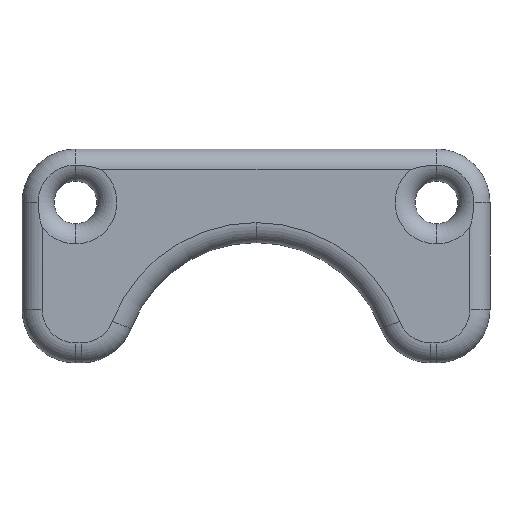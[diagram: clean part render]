
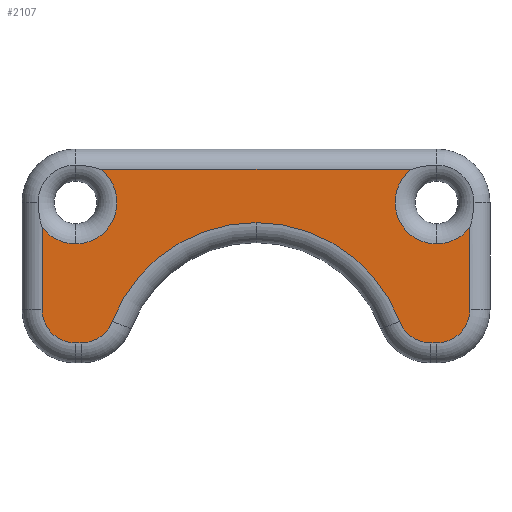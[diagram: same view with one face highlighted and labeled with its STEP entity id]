
A CAD part, front view. The second image highlights one B-rep face of the part: STEP entity #2107.
In plain terms, the highlighted planar face has unit normal (0, -1, 0).
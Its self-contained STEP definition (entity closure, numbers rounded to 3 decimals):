
#10 = LINE ( 'NONE', #3352, #1375 ) ;
#14 = CARTESIAN_POINT ( 'NONE',  ( -4., 0., -4. ) ) ;
#16 = EDGE_CURVE ( 'NONE', #3034, #394, #2682, .T. ) ;
#23 = VECTOR ( 'NONE', #1405, 1000. ) ;
#29 = ORIENTED_EDGE ( 'NONE', *, *, #2522, .T. ) ;
#36 = AXIS2_PLACEMENT_3D ( 'NONE', #531, #3243, #844 ) ;
#63 = DIRECTION ( 'NONE',  ( 0., 0., 1. ) ) ;
#72 = CARTESIAN_POINT ( 'NONE',  ( -1.242, 0., -12.893 ) ) ;
#140 = ORIENTED_EDGE ( 'NONE', *, *, #2344, .T. ) ;
#208 = CARTESIAN_POINT ( 'NONE',  ( 23., 0., -4. ) ) ;
#212 = ORIENTED_EDGE ( 'NONE', *, *, #2564, .T. ) ;
#223 = ORIENTED_EDGE ( 'NONE', *, *, #1692, .T. ) ;
#226 = DIRECTION ( 'NONE',  ( 0., 0., 1. ) ) ;
#239 = VERTEX_POINT ( 'NONE', #3101 ) ;
#290 = LINE ( 'NONE', #1843, #1555 ) ;
#334 = DIRECTION ( 'NONE',  ( 0., 0., 1. ) ) ;
#375 = CIRCLE ( 'NONE', #2633, 11.5 ) ;
#385 = VERTEX_POINT ( 'NONE', #519 ) ;
#394 = VERTEX_POINT ( 'NONE', #647 ) ;
#470 = DIRECTION ( 'NONE',  ( 0., 0., 1. ) ) ;
#498 = CARTESIAN_POINT ( 'NONE',  ( 0., 0., -14.5 ) ) ;
#519 = CARTESIAN_POINT ( 'NONE',  ( -6.5, 0., -12. ) ) ;
#531 = CARTESIAN_POINT ( 'NONE',  ( 23., 0., -12. ) ) ;
#559 = DIRECTION ( 'NONE',  ( 0., 0., -1. ) ) ;
#633 = EDGE_CURVE ( 'NONE', #394, #1355, #375, .T. ) ;
#647 = CARTESIAN_POINT ( 'NONE',  ( 9.5, 0., -5.5 ) ) ;
#680 = EDGE_CURVE ( 'NONE', #819, #1590, #2647, .T. ) ;
#709 = VERTEX_POINT ( 'NONE', #811 ) ;
#726 = CIRCLE ( 'NONE', #1001, 2.5 ) ;
#727 = AXIS2_PLACEMENT_3D ( 'NONE', #14, #2317, #3407 ) ;
#731 = AXIS2_PLACEMENT_3D ( 'NONE', #2641, #1894, #334 ) ;
#755 = DIRECTION ( 'NONE',  ( 0., 1., 0. ) ) ;
#788 = DIRECTION ( 'NONE',  ( 1., 0., 0. ) ) ;
#811 = CARTESIAN_POINT ( 'NONE',  ( 25.5, 0., -12. ) ) ;
#819 = VERTEX_POINT ( 'NONE', #3367 ) ;
#840 = EDGE_CURVE ( 'NONE', #709, #1316, #10, .T. ) ;
#844 = DIRECTION ( 'NONE',  ( 0., 0., 1. ) ) ;
#895 = VERTEX_POINT ( 'NONE', #2917 ) ;
#916 = CARTESIAN_POINT ( 'NONE',  ( 22.577, 0., -14.5 ) ) ;
#1001 = AXIS2_PLACEMENT_3D ( 'NONE', #2639, #1656, #1325 ) ;
#1045 = CARTESIAN_POINT ( 'NONE',  ( -3.577, 0., -14.5 ) ) ;
#1046 = ORIENTED_EDGE ( 'NONE', *, *, #1082, .T. ) ;
#1059 = CARTESIAN_POINT ( 'NONE',  ( 23., 0., -14.5 ) ) ;
#1082 = EDGE_CURVE ( 'NONE', #1316, #1888, #2023, .T. ) ;
#1090 = VECTOR ( 'NONE', #3115, 1000. ) ;
#1125 = ORIENTED_EDGE ( 'NONE', *, *, #633, .T. ) ;
#1143 = DIRECTION ( 'NONE',  ( 0., 1., 0. ) ) ;
#1176 = CARTESIAN_POINT ( 'NONE',  ( -6.5, 0., -5.833 ) ) ;
#1203 = ORIENTED_EDGE ( 'NONE', *, *, #2088, .T. ) ;
#1254 = FACE_OUTER_BOUND ( 'NONE', #2378, .T. ) ;
#1298 = CARTESIAN_POINT ( 'NONE',  ( 20.242, 0., -12.893 ) ) ;
#1301 = DIRECTION ( 'NONE',  ( 0., 1., 0. ) ) ;
#1304 = DIRECTION ( 'NONE',  ( 0., 0., 1. ) ) ;
#1309 = ORIENTED_EDGE ( 'NONE', *, *, #3264, .T. ) ;
#1316 = VERTEX_POINT ( 'NONE', #2130 ) ;
#1321 = DIRECTION ( 'NONE',  ( 0., 1., 0. ) ) ;
#1325 = DIRECTION ( 'NONE',  ( 0., 0., 1. ) ) ;
#1355 = VERTEX_POINT ( 'NONE', #1298 ) ;
#1368 = VERTEX_POINT ( 'NONE', #3409 ) ;
#1375 = VECTOR ( 'NONE', #226, 1000. ) ;
#1383 = CARTESIAN_POINT ( 'NONE',  ( 23., 0., -4. ) ) ;
#1405 = DIRECTION ( 'NONE',  ( -1., 0., 0. ) ) ;
#1423 = CARTESIAN_POINT ( 'NONE',  ( -3.577, 0., -12. ) ) ;
#1434 = VERTEX_POINT ( 'NONE', #916 ) ;
#1435 = AXIS2_PLACEMENT_3D ( 'NONE', #1383, #1143, #63 ) ;
#1494 = DIRECTION ( 'NONE',  ( 0., 0., 1. ) ) ;
#1555 = VECTOR ( 'NONE', #559, 1000. ) ;
#1590 = VERTEX_POINT ( 'NONE', #1045 ) ;
#1616 = LINE ( 'NONE', #2142, #23 ) ;
#1634 = CARTESIAN_POINT ( 'NONE',  ( 23., 0., -7.1 ) ) ;
#1656 = DIRECTION ( 'NONE',  ( 0., -1., 0. ) ) ;
#1692 = EDGE_CURVE ( 'NONE', #1368, #895, #1616, .T. ) ;
#1716 = VERTEX_POINT ( 'NONE', #2260 ) ;
#1780 = PLANE ( 'NONE',  #3369 ) ;
#1794 = AXIS2_PLACEMENT_3D ( 'NONE', #1423, #3065, #3304 ) ;
#1798 = CIRCLE ( 'NONE', #36, 2.5 ) ;
#1843 = CARTESIAN_POINT ( 'NONE',  ( -6.5, 0., -12. ) ) ;
#1888 = VERTEX_POINT ( 'NONE', #1634 ) ;
#1894 = DIRECTION ( 'NONE',  ( 0., -1., 0. ) ) ;
#1937 = EDGE_CURVE ( 'NONE', #1355, #1434, #726, .T. ) ;
#1958 = EDGE_CURVE ( 'NONE', #1888, #1368, #2229, .T. ) ;
#2023 = CIRCLE ( 'NONE', #3391, 3.1 ) ;
#2061 = DIRECTION ( 'NONE',  ( 0., 1., 0. ) ) ;
#2088 = EDGE_CURVE ( 'NONE', #1716, #3349, #3156, .T. ) ;
#2090 = LINE ( 'NONE', #1059, #2760 ) ;
#2107 = ADVANCED_FACE ( 'NONE', ( #1254 ), #1780, .F. ) ;
#2129 = DIRECTION ( 'NONE',  ( 0., 0., 1. ) ) ;
#2130 = CARTESIAN_POINT ( 'NONE',  ( 25.5, 0., -5.833 ) ) ;
#2142 = CARTESIAN_POINT ( 'NONE',  ( -4., 0., -1.5 ) ) ;
#2206 = ORIENTED_EDGE ( 'NONE', *, *, #680, .T. ) ;
#2229 = CIRCLE ( 'NONE', #1435, 3.1 ) ;
#2234 = CIRCLE ( 'NONE', #727, 3.1 ) ;
#2260 = CARTESIAN_POINT ( 'NONE',  ( -4., 0., -7.1 ) ) ;
#2286 = CIRCLE ( 'NONE', #731, 2.5 ) ;
#2311 = CARTESIAN_POINT ( 'NONE',  ( 9.5, 0., -17. ) ) ;
#2317 = DIRECTION ( 'NONE',  ( 0., 1., 0. ) ) ;
#2322 = EDGE_CURVE ( 'NONE', #895, #1716, #2234, .T. ) ;
#2344 = EDGE_CURVE ( 'NONE', #1434, #239, #2090, .T. ) ;
#2354 = DIRECTION ( 'NONE',  ( 0., 1., 0. ) ) ;
#2375 = DIRECTION ( 'NONE',  ( 0., 0., 1. ) ) ;
#2378 = EDGE_LOOP ( 'NONE', ( #1309, #2927, #1046, #2404, #223, #3324, #1203, #212, #29, #2206, #3351, #2438, #1125, #3303, #140 ) ) ;
#2404 = ORIENTED_EDGE ( 'NONE', *, *, #1958, .T. ) ;
#2438 = ORIENTED_EDGE ( 'NONE', *, *, #16, .T. ) ;
#2522 = EDGE_CURVE ( 'NONE', #385, #819, #2286, .T. ) ;
#2564 = EDGE_CURVE ( 'NONE', #3349, #385, #290, .T. ) ;
#2633 = AXIS2_PLACEMENT_3D ( 'NONE', #3356, #2354, #2129 ) ;
#2639 = CARTESIAN_POINT ( 'NONE',  ( 22.577, 0., -12. ) ) ;
#2641 = CARTESIAN_POINT ( 'NONE',  ( -4., 0., -12. ) ) ;
#2647 = LINE ( 'NONE', #498, #1090 ) ;
#2682 = CIRCLE ( 'NONE', #3123, 11.5 ) ;
#2760 = VECTOR ( 'NONE', #788, 1000. ) ;
#2835 = CARTESIAN_POINT ( 'NONE',  ( 0., 0., 0. ) ) ;
#2852 = CARTESIAN_POINT ( 'NONE',  ( -4., 0., -4. ) ) ;
#2917 = CARTESIAN_POINT ( 'NONE',  ( -2.167, 0., -1.5 ) ) ;
#2927 = ORIENTED_EDGE ( 'NONE', *, *, #840, .T. ) ;
#2989 = AXIS2_PLACEMENT_3D ( 'NONE', #2852, #1301, #1494 ) ;
#3034 = VERTEX_POINT ( 'NONE', #72 ) ;
#3058 = CIRCLE ( 'NONE', #1794, 2.5 ) ;
#3065 = DIRECTION ( 'NONE',  ( 0., -1., 0. ) ) ;
#3101 = CARTESIAN_POINT ( 'NONE',  ( 23., 0., -14.5 ) ) ;
#3110 = EDGE_CURVE ( 'NONE', #1590, #3034, #3058, .T. ) ;
#3115 = DIRECTION ( 'NONE',  ( 1., 0., 0. ) ) ;
#3123 = AXIS2_PLACEMENT_3D ( 'NONE', #2311, #1321, #1304 ) ;
#3156 = CIRCLE ( 'NONE', #2989, 3.1 ) ;
#3243 = DIRECTION ( 'NONE',  ( 0., -1., 0. ) ) ;
#3264 = EDGE_CURVE ( 'NONE', #239, #709, #1798, .T. ) ;
#3303 = ORIENTED_EDGE ( 'NONE', *, *, #1937, .T. ) ;
#3304 = DIRECTION ( 'NONE',  ( 0., 0., 1. ) ) ;
#3324 = ORIENTED_EDGE ( 'NONE', *, *, #2322, .T. ) ;
#3349 = VERTEX_POINT ( 'NONE', #1176 ) ;
#3351 = ORIENTED_EDGE ( 'NONE', *, *, #3110, .T. ) ;
#3352 = CARTESIAN_POINT ( 'NONE',  ( 25.5, 0., 0. ) ) ;
#3356 = CARTESIAN_POINT ( 'NONE',  ( 9.5, 0., -17. ) ) ;
#3367 = CARTESIAN_POINT ( 'NONE',  ( -4., 0., -14.5 ) ) ;
#3369 = AXIS2_PLACEMENT_3D ( 'NONE', #2835, #755, #470 ) ;
#3391 = AXIS2_PLACEMENT_3D ( 'NONE', #208, #2061, #2375 ) ;
#3407 = DIRECTION ( 'NONE',  ( 0., 0., 1. ) ) ;
#3409 = CARTESIAN_POINT ( 'NONE',  ( 21.167, 0., -1.5 ) ) ;
